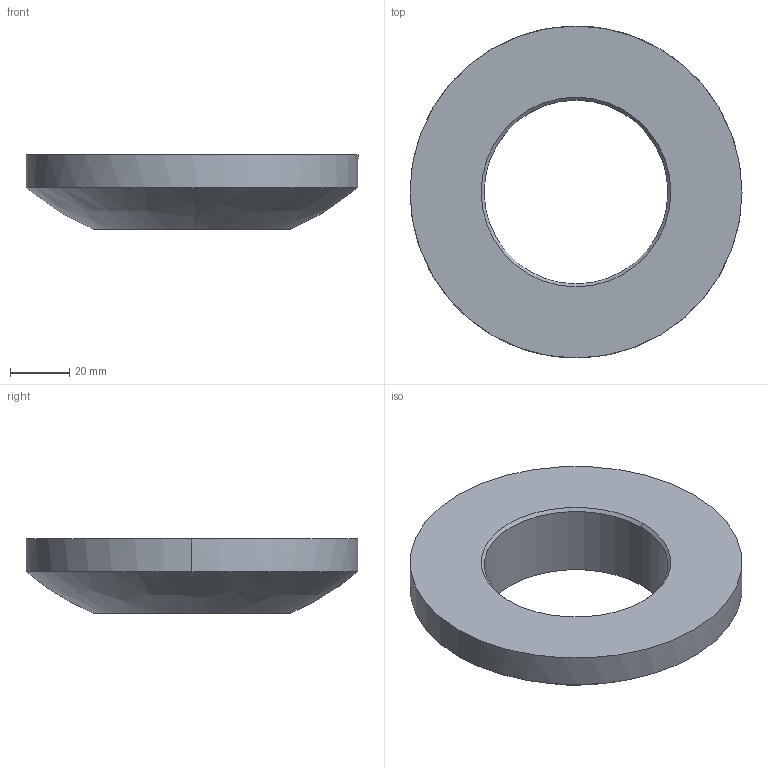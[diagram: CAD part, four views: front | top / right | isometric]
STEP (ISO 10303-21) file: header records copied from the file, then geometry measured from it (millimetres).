
FILE_DESCRIPTION(('STEP AP214'),'1');
FILE_NAME(' ',' ',('TraceParts'),('TraceParts S.A.'),'XStep 1.0',' ',' ');
FILE_SCHEMA(('automotive_design'));
Length unit declared in the file: millimetre
Products named in the file (1): 1
Bounding box: 112 x 112 x 25 mm (x, y, z)
Volume: 127661.9 mm3; surface area: 23500.7 mm2
Topology: 1 solids, 1 shells, 10 faces, 22 edges, 14 vertices
Faces by surface type: cylinder 4, bspline 2, cone 2, plane 2
Entity records: 709 total; most frequent: CARTESIAN_POINT 204, DIRECTION 52, STYLED_ITEM 46, PRESENTATION_STYLE_ASSIGNMENT 46, COLOUR_RGB 46, ORIENTED_EDGE 44, AXIS2_PLACEMENT_3D 23, EDGE_CURVE 22
